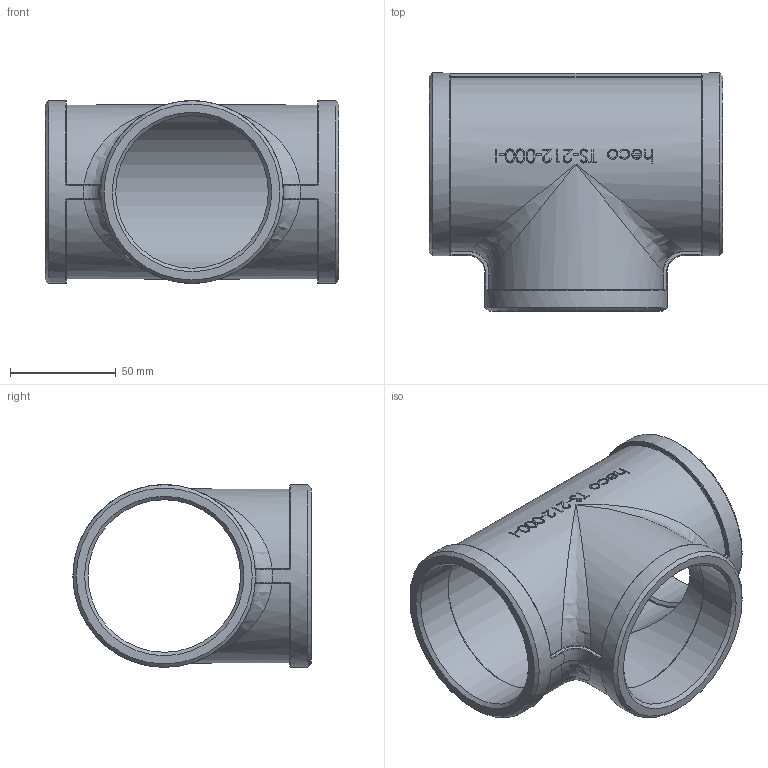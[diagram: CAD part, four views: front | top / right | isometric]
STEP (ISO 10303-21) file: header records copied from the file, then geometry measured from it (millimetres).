
FILE_DESCRIPTION (( 'STEP AP214' ), '1' );
FILE_NAME ('heco_TS-212-000-I1.STEP', '2015-10-29T12:43:47', ( 'test' ), ( '' ), 'SwSTEP 2.0', 'SolidWorks 2011', '' );
FILE_SCHEMA (( 'AUTOMOTIVE_DESIGN' ));
Length unit declared in the file: millimetre
Products named in the file (1): heco_TS-212-000-I1
Bounding box: 139 x 112.75 x 86.5 mm (x, y, z)
Volume: 172957.5 mm3; surface area: 84651.5 mm2
Topology: 1 solids, 1 shells, 299 faces, 741 edges, 451 vertices
Faces by surface type: bspline 130, cylinder 65, plane 65, torus 18, sphere 12, cone 9
Full cylindrical faces by diameter (mm): 72.226 x3, 76.1 x2, 86.5 x2
Entity records: 40526 total; most frequent: CARTESIAN_POINT 31207, ORIENTED_EDGE 1402, DIRECTION 886, EDGE_CURVE 701, VERTEX_POINT 445, EDGE_LOOP 344, AXIS2_PLACEMENT_3D 313, FACE_OUTER_BOUND 306
